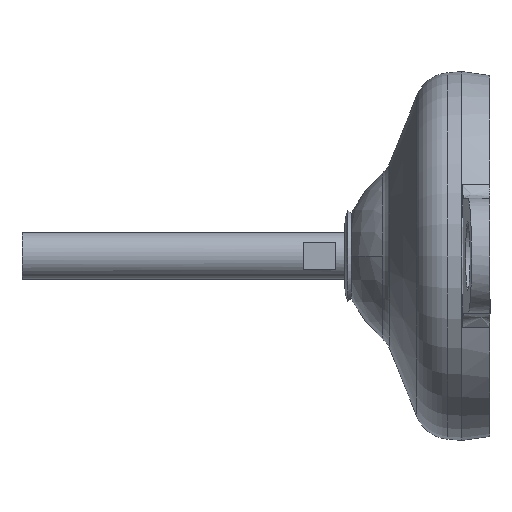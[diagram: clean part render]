
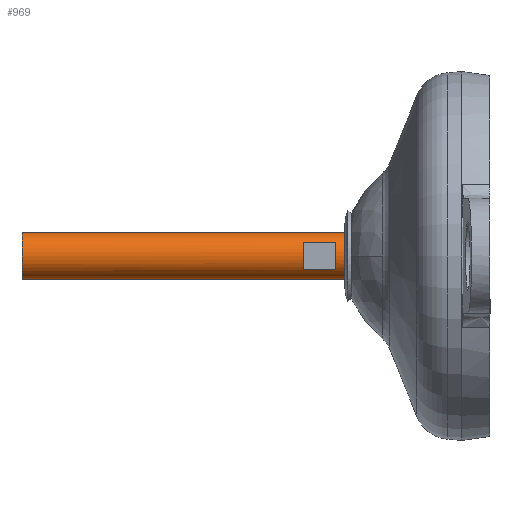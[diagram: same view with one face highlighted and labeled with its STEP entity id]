
A CAD part, left-side view. The second image highlights one B-rep face of the part: STEP entity #969.
In plain terms, the highlighted cylindrical face has radius 5 mm (diameter 10 mm), a partial arc.
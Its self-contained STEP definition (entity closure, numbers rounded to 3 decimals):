
#6 = VECTOR ( 'NONE', #562, 1000. ) ;
#52 = CARTESIAN_POINT ( 'NONE',  ( -4., 0., -3. ) ) ;
#72 = DIRECTION ( 'NONE',  ( 0., 0., -1. ) ) ;
#90 = ORIENTED_EDGE ( 'NONE', *, *, #1465, .T. ) ;
#95 = CARTESIAN_POINT ( 'NONE',  ( 0., 40.5, 0. ) ) ;
#117 = CARTESIAN_POINT ( 'NONE',  ( -4., 33.5, 3. ) ) ;
#148 = ORIENTED_EDGE ( 'NONE', *, *, #204, .T. ) ;
#154 = DIRECTION ( 'NONE',  ( 0., -1., 0. ) ) ;
#162 = ORIENTED_EDGE ( 'NONE', *, *, #1098, .T. ) ;
#186 = CARTESIAN_POINT ( 'NONE',  ( 0., 101.5, 5. ) ) ;
#200 = CIRCLE ( 'NONE', #331, 5. ) ;
#204 = EDGE_CURVE ( 'NONE', #1111, #1498, #479, .T. ) ;
#225 = CARTESIAN_POINT ( 'NONE',  ( 0., 31.5, 0. ) ) ;
#255 = CARTESIAN_POINT ( 'NONE',  ( 0., 31.5, -5. ) ) ;
#262 = VERTEX_POINT ( 'NONE', #364 ) ;
#307 = AXIS2_PLACEMENT_3D ( 'NONE', #610, #384, #1125 ) ;
#315 = EDGE_CURVE ( 'NONE', #538, #1564, #525, .T. ) ;
#319 = CARTESIAN_POINT ( 'NONE',  ( 0., 0., 0. ) ) ;
#331 = AXIS2_PLACEMENT_3D ( 'NONE', #225, #887, #1023 ) ;
#364 = CARTESIAN_POINT ( 'NONE',  ( 0., 31.5, 5. ) ) ;
#369 = CARTESIAN_POINT ( 'NONE',  ( 0., 101.5, -5. ) ) ;
#371 = ORIENTED_EDGE ( 'NONE', *, *, #704, .F. ) ;
#384 = DIRECTION ( 'NONE',  ( 0., -1., 0. ) ) ;
#386 = CIRCLE ( 'NONE', #1341, 5. ) ;
#412 = VECTOR ( 'NONE', #762, 1000. ) ;
#432 = ORIENTED_EDGE ( 'NONE', *, *, #533, .F. ) ;
#444 = AXIS2_PLACEMENT_3D ( 'NONE', #1178, #754, #494 ) ;
#470 = FACE_BOUND ( 'NONE', #1382, .T. ) ;
#479 = LINE ( 'NONE', #1637, #412 ) ;
#494 = DIRECTION ( 'NONE',  ( 0., 0., -1. ) ) ;
#525 = LINE ( 'NONE', #1676, #930 ) ;
#533 = EDGE_CURVE ( 'NONE', #990, #262, #605, .T. ) ;
#538 = VERTEX_POINT ( 'NONE', #369 ) ;
#562 = DIRECTION ( 'NONE',  ( 0., 1., 0. ) ) ;
#581 = ORIENTED_EDGE ( 'NONE', *, *, #1142, .T. ) ;
#598 = AXIS2_PLACEMENT_3D ( 'NONE', #646, #1664, #629 ) ;
#605 = LINE ( 'NONE', #1141, #1582 ) ;
#610 = CARTESIAN_POINT ( 'NONE',  ( 0., 101.5, 0. ) ) ;
#629 = DIRECTION ( 'NONE',  ( 0., 0., -1. ) ) ;
#646 = CARTESIAN_POINT ( 'NONE',  ( 0., 31.5, 0. ) ) ;
#691 = LINE ( 'NONE', #52, #6 ) ;
#701 = VERTEX_POINT ( 'NONE', #1276 ) ;
#704 = EDGE_CURVE ( 'NONE', #262, #701, #200, .T. ) ;
#709 = VERTEX_POINT ( 'NONE', #1165 ) ;
#733 = ORIENTED_EDGE ( 'NONE', *, *, #315, .T. ) ;
#734 = CYLINDRICAL_SURFACE ( 'NONE', #1310, 5. ) ;
#753 = DIRECTION ( 'NONE',  ( 0., -1., 0. ) ) ;
#754 = DIRECTION ( 'NONE',  ( 0., -1., 0. ) ) ;
#762 = DIRECTION ( 'NONE',  ( 0., -1., 0. ) ) ;
#773 = EDGE_CURVE ( 'NONE', #701, #1564, #1557, .T. ) ;
#887 = DIRECTION ( 'NONE',  ( 0., -1., 0. ) ) ;
#905 = DIRECTION ( 'NONE',  ( 0., 1., 0. ) ) ;
#930 = VECTOR ( 'NONE', #154, 1000. ) ;
#931 = VERTEX_POINT ( 'NONE', #1110 ) ;
#957 = CIRCLE ( 'NONE', #444, 5. ) ;
#964 = DIRECTION ( 'NONE',  ( 0., -1., 0. ) ) ;
#969 = ADVANCED_FACE ( 'NONE', ( #1115, #470 ), #734, .T. ) ;
#990 = VERTEX_POINT ( 'NONE', #186 ) ;
#1008 = CIRCLE ( 'NONE', #307, 5. ) ;
#1023 = DIRECTION ( 'NONE',  ( 0., 0., -1. ) ) ;
#1098 = EDGE_CURVE ( 'NONE', #931, #1111, #386, .T. ) ;
#1110 = CARTESIAN_POINT ( 'NONE',  ( -4., 40.5, -3. ) ) ;
#1111 = VERTEX_POINT ( 'NONE', #1137 ) ;
#1115 = FACE_OUTER_BOUND ( 'NONE', #1440, .T. ) ;
#1125 = DIRECTION ( 'NONE',  ( 0., 0., -1. ) ) ;
#1137 = CARTESIAN_POINT ( 'NONE',  ( -4., 40.5, 3. ) ) ;
#1141 = CARTESIAN_POINT ( 'NONE',  ( 0., 0., 5. ) ) ;
#1142 = EDGE_CURVE ( 'NONE', #990, #538, #1008, .T. ) ;
#1165 = CARTESIAN_POINT ( 'NONE',  ( -4., 33.5, -3. ) ) ;
#1178 = CARTESIAN_POINT ( 'NONE',  ( 0., 33.5, 0. ) ) ;
#1276 = CARTESIAN_POINT ( 'NONE',  ( -5., 31.5, 0. ) ) ;
#1310 = AXIS2_PLACEMENT_3D ( 'NONE', #319, #964, #72 ) ;
#1341 = AXIS2_PLACEMENT_3D ( 'NONE', #95, #905, #1517 ) ;
#1373 = ORIENTED_EDGE ( 'NONE', *, *, #1454, .T. ) ;
#1382 = EDGE_LOOP ( 'NONE', ( #1373, #162, #148, #90 ) ) ;
#1440 = EDGE_LOOP ( 'NONE', ( #432, #581, #733, #1594, #371 ) ) ;
#1454 = EDGE_CURVE ( 'NONE', #709, #931, #691, .T. ) ;
#1465 = EDGE_CURVE ( 'NONE', #1498, #709, #957, .T. ) ;
#1498 = VERTEX_POINT ( 'NONE', #117 ) ;
#1517 = DIRECTION ( 'NONE',  ( 0., 0., 1. ) ) ;
#1557 = CIRCLE ( 'NONE', #598, 5. ) ;
#1564 = VERTEX_POINT ( 'NONE', #255 ) ;
#1582 = VECTOR ( 'NONE', #753, 1000. ) ;
#1594 = ORIENTED_EDGE ( 'NONE', *, *, #773, .F. ) ;
#1637 = CARTESIAN_POINT ( 'NONE',  ( -4., 0., 3. ) ) ;
#1664 = DIRECTION ( 'NONE',  ( 0., -1., 0. ) ) ;
#1676 = CARTESIAN_POINT ( 'NONE',  ( 0., 0., -5. ) ) ;
